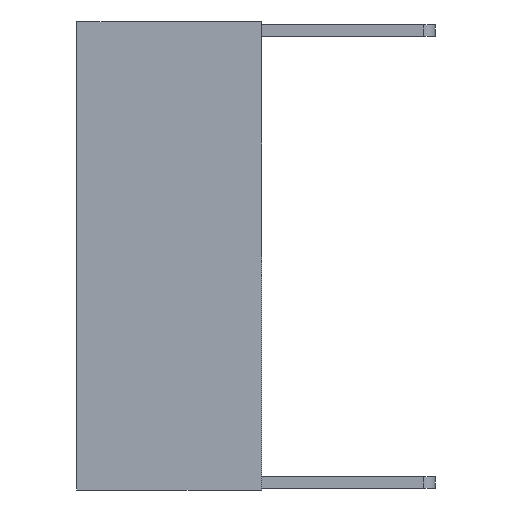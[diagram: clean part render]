
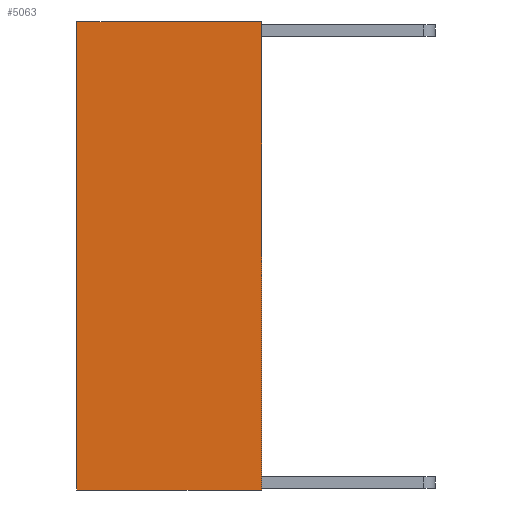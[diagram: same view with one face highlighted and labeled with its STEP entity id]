
A CAD part, left-side view. The second image highlights one B-rep face of the part: STEP entity #5063.
In plain terms, the highlighted planar face has unit normal (-1, 0, 0).
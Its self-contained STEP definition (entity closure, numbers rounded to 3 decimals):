
#841=CARTESIAN_POINT('',(0.,3.2,0.));
#842=VERTEX_POINT('',#841);
#852=CARTESIAN_POINT('',(0.,0.,0.));
#853=VERTEX_POINT('',#852);
#854=CARTESIAN_POINT('',(0.,3.2,0.));
#855=CARTESIAN_POINT('',(0.,2.56,0.));
#856=CARTESIAN_POINT('',(0.,1.92,0.));
#857=CARTESIAN_POINT('',(0.,1.28,0.));
#858=CARTESIAN_POINT('',(0.,0.64,0.));
#859=CARTESIAN_POINT('',(0.,0.,0.));
#860=B_SPLINE_CURVE_WITH_KNOTS('',5,(#854,#855,#856,#857,#858,#859),.UNSPECIFIED.,.F.,.U.,(6,6),(0.,3.2),.UNSPECIFIED.);
#861=EDGE_CURVE('',#842,#853,#860,.T.);
#4971=CARTESIAN_POINT('',(0.,3.2,-8.1));
#4972=VERTEX_POINT('',#4971);
#4982=CARTESIAN_POINT('',(0.,3.2,-8.1));
#4983=CARTESIAN_POINT('',(0.,3.2,-6.48));
#4984=CARTESIAN_POINT('',(0.,3.2,-4.86));
#4985=CARTESIAN_POINT('',(0.,3.2,-3.24));
#4986=CARTESIAN_POINT('',(0.,3.2,-1.62));
#4987=CARTESIAN_POINT('',(0.,3.2,0.));
#4988=B_SPLINE_CURVE_WITH_KNOTS('',5,(#4982,#4983,#4984,#4985,#4986,#4987),.UNSPECIFIED.,.F.,.U.,(6,6),(0.,8.1),.UNSPECIFIED.);
#4989=EDGE_CURVE('',#4972,#842,#4988,.T.);
#5015=CARTESIAN_POINT('',(0.,1.6,-4.088));
#5016=DIRECTION('',(0.,0.,1.));
#5017=DIRECTION('',(-1.,0.,0.));
#5018=AXIS2_PLACEMENT_3D('',#5015,#5017,#5016);
#5019=PLANE('',#5018);
#5020=CARTESIAN_POINT('',(0.,0.84,-8.1));
#5021=VERTEX_POINT('',#5020);
#5022=CARTESIAN_POINT('',(0.,0.,-8.1));
#5023=VERTEX_POINT('',#5022);
#5024=CARTESIAN_POINT('',(0.,0.84,-8.1));
#5025=CARTESIAN_POINT('',(0.,0.672,-8.1));
#5026=CARTESIAN_POINT('',(0.,0.504,-8.1));
#5027=CARTESIAN_POINT('',(0.,0.336,-8.1));
#5028=CARTESIAN_POINT('',(0.,0.168,-8.1));
#5029=CARTESIAN_POINT('',(0.,0.,-8.1));
#5030=B_SPLINE_CURVE_WITH_KNOTS('',5,(#5024,#5025,#5026,#5027,#5028,#5029),.UNSPECIFIED.,.F.,.U.,(6,6),(0.,0.84),.UNSPECIFIED.);
#5031=EDGE_CURVE('',#5021,#5023,#5030,.T.);
#5032=ORIENTED_EDGE('',*,*,#5031,.T.);
#5033=CARTESIAN_POINT('',(0.,0.,-8.1));
#5034=CARTESIAN_POINT('',(0.,0.,-6.48));
#5035=CARTESIAN_POINT('',(0.,0.,-4.86));
#5036=CARTESIAN_POINT('',(0.,0.,-3.24));
#5037=CARTESIAN_POINT('',(0.,0.,-1.62));
#5038=CARTESIAN_POINT('',(0.,0.,0.));
#5039=B_SPLINE_CURVE_WITH_KNOTS('',5,(#5033,#5034,#5035,#5036,#5037,#5038),.UNSPECIFIED.,.F.,.U.,(6,6),(0.,8.1),.UNSPECIFIED.);
#5040=EDGE_CURVE('',#5023,#853,#5039,.T.);
#5041=ORIENTED_EDGE('',*,*,#5040,.T.);
#5042=ORIENTED_EDGE('',*,*,#861,.F.);
#5043=ORIENTED_EDGE('',*,*,#4989,.F.);
#5044=CARTESIAN_POINT('',(0.,2.36,-8.1));
#5045=VERTEX_POINT('',#5044);
#5046=CARTESIAN_POINT('',(0.,2.36,-8.1));
#5047=CARTESIAN_POINT('',(0.,2.528,-8.1));
#5048=CARTESIAN_POINT('',(0.,2.696,-8.1));
#5049=CARTESIAN_POINT('',(0.,2.864,-8.1));
#5050=CARTESIAN_POINT('',(0.,3.032,-8.1));
#5051=CARTESIAN_POINT('',(0.,3.2,-8.1));
#5052=B_SPLINE_CURVE_WITH_KNOTS('',5,(#5046,#5047,#5048,#5049,#5050,#5051),.UNSPECIFIED.,.F.,.U.,(6,6),(0.,0.84),.UNSPECIFIED.);
#5053=EDGE_CURVE('',#5045,#4972,#5052,.T.);
#5054=ORIENTED_EDGE('',*,*,#5053,.F.);
#5055=CARTESIAN_POINT('',(0.,2.36,-8.1));
#5056=DIRECTION('',(0.,-1.,0.));
#5057=VECTOR('',#5056,1.52);
#5058=LINE('',#5055,#5057);
#5059=EDGE_CURVE('',#5045,#5021,#5058,.T.);
#5060=ORIENTED_EDGE('',*,*,#5059,.T.);
#5061=EDGE_LOOP('',(#5032,#5041,#5042,#5043,#5054,#5060));
#5062=FACE_OUTER_BOUND('',#5061,.T.);
#5063=ADVANCED_FACE('',(#5062),#5019,.T.);
